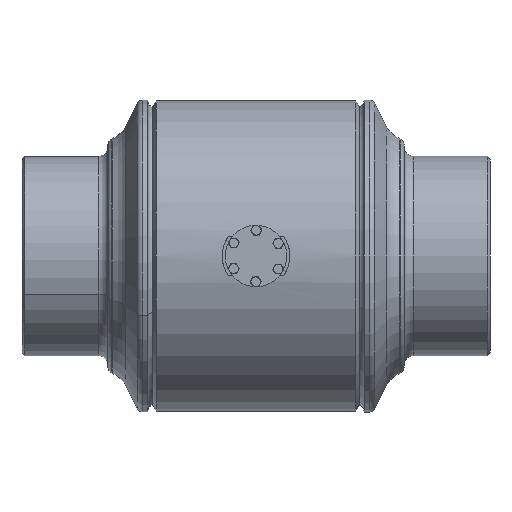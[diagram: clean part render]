
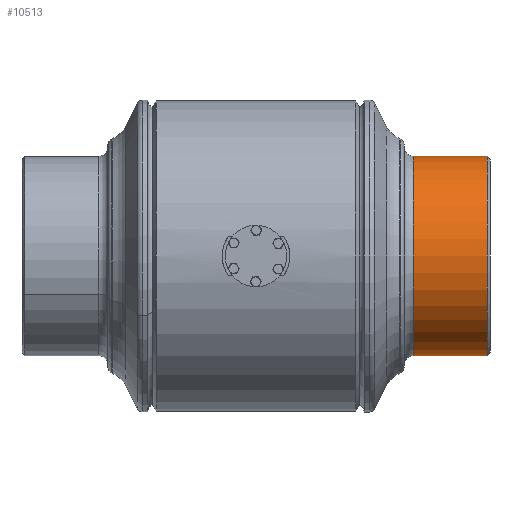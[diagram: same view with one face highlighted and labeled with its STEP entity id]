
A CAD part, front view. The second image highlights one B-rep face of the part: STEP entity #10513.
In plain terms, the highlighted cylindrical face has radius 162.5 mm (diameter 325 mm), a partial arc.
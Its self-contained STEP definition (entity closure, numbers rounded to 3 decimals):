
#531 = EDGE_LOOP ( 'NONE', ( #9616, #5182, #1204, #10685 ) ) ;
#836 = CIRCLE ( 'NONE', #5507, 162.5 ) ;
#1075 = DIRECTION ( 'NONE',  ( -1., 0., 0. ) ) ;
#1110 = CIRCLE ( 'NONE', #8224, 162.5 ) ;
#1204 = ORIENTED_EDGE ( 'NONE', *, *, #10008, .T. ) ;
#1515 = CARTESIAN_POINT ( 'NONE',  ( 0., 0., 0. ) ) ;
#1601 = VERTEX_POINT ( 'NONE', #12428 ) ;
#1820 = AXIS2_PLACEMENT_3D ( 'NONE', #1515, #12191, #4378 ) ;
#2149 = VERTEX_POINT ( 'NONE', #10893 ) ;
#2188 = DIRECTION ( 'NONE',  ( 0., 0., 1. ) ) ;
#2729 = CARTESIAN_POINT ( 'NONE',  ( 95., 0., 162.5 ) ) ;
#3063 = CARTESIAN_POINT ( 'NONE',  ( 95., 0., -162.5 ) ) ;
#4073 = EDGE_CURVE ( 'NONE', #4152, #9531, #1110, .T. ) ;
#4152 = VERTEX_POINT ( 'NONE', #3063 ) ;
#4378 = DIRECTION ( 'NONE',  ( 0., 0., 1. ) ) ;
#4469 = DIRECTION ( 'NONE',  ( 0., 0., 1. ) ) ;
#4478 = EDGE_CURVE ( 'NONE', #2149, #4152, #4581, .T. ) ;
#4581 = LINE ( 'NONE', #8471, #9406 ) ;
#4615 = LINE ( 'NONE', #12367, #11598 ) ;
#4650 = CARTESIAN_POINT ( 'NONE',  ( 95., 0., 0. ) ) ;
#5182 = ORIENTED_EDGE ( 'NONE', *, *, #10057, .T. ) ;
#5429 = DIRECTION ( 'NONE',  ( -1., 0., 0. ) ) ;
#5507 = AXIS2_PLACEMENT_3D ( 'NONE', #10340, #7784, #2188 ) ;
#7468 = DIRECTION ( 'NONE',  ( -1., 0., 0. ) ) ;
#7784 = DIRECTION ( 'NONE',  ( -1., 0., 0. ) ) ;
#8224 = AXIS2_PLACEMENT_3D ( 'NONE', #4650, #5429, #4469 ) ;
#8471 = CARTESIAN_POINT ( 'NONE',  ( 0., 0., -162.5 ) ) ;
#9406 = VECTOR ( 'NONE', #1075, 1000. ) ;
#9531 = VERTEX_POINT ( 'NONE', #2729 ) ;
#9616 = ORIENTED_EDGE ( 'NONE', *, *, #4478, .F. ) ;
#10008 = EDGE_CURVE ( 'NONE', #1601, #9531, #4615, .T. ) ;
#10057 = EDGE_CURVE ( 'NONE', #2149, #1601, #836, .T. ) ;
#10340 = CARTESIAN_POINT ( 'NONE',  ( 215.799, 0., 0. ) ) ;
#10486 = FACE_OUTER_BOUND ( 'NONE', #531, .T. ) ;
#10513 = ADVANCED_FACE ( 'NONE', ( #10486 ), #12128, .T. ) ;
#10685 = ORIENTED_EDGE ( 'NONE', *, *, #4073, .F. ) ;
#10893 = CARTESIAN_POINT ( 'NONE',  ( 215.799, 0., -162.5 ) ) ;
#11598 = VECTOR ( 'NONE', #7468, 1000. ) ;
#12128 = CYLINDRICAL_SURFACE ( 'NONE', #1820, 162.5 ) ;
#12191 = DIRECTION ( 'NONE',  ( -1., 0., 0. ) ) ;
#12367 = CARTESIAN_POINT ( 'NONE',  ( 0., 0., 162.5 ) ) ;
#12428 = CARTESIAN_POINT ( 'NONE',  ( 215.799, 0., 162.5 ) ) ;
